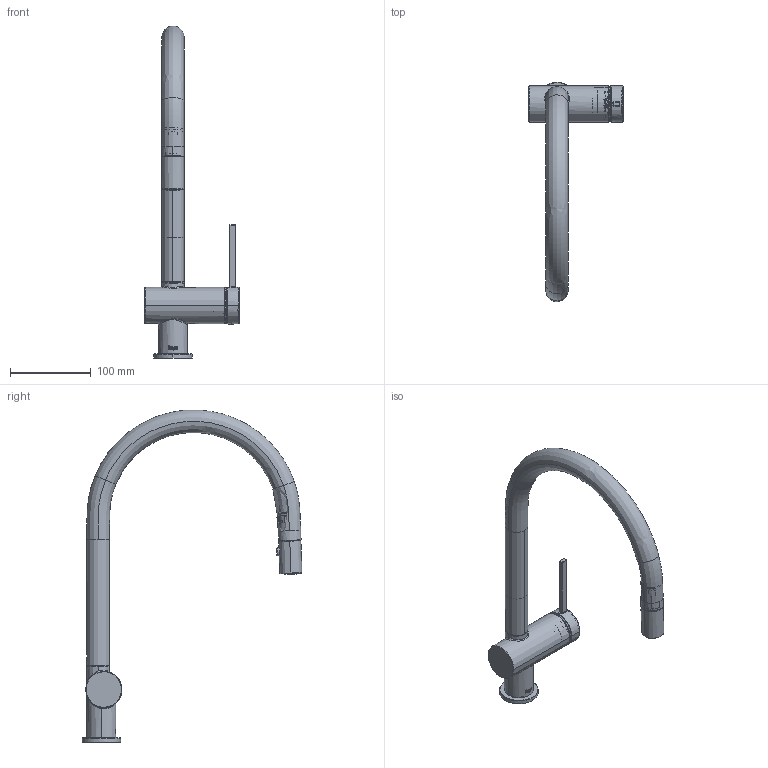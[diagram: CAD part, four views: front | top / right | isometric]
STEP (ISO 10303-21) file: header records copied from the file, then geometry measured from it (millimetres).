
FILE_DESCRIPTION(/* description */ (''),/* implementation_level */ '2;1');
FILE_NAME(/* name */ 'STEP - A5A811F..A_13722',/* time_stamp */ '2024-10-24T15:18:20+11:00',/* author */ (''),/* organization */ (''),/* preprocessor_version */ 'ST-DEVELOPER v16.5',/* originating_system */ 'Rhino 7.37',/* authorisation */ '');
FILE_SCHEMA (('CONFIG_CONTROL_DESIGN'));
Length unit declared in the file: millimetre
Products named in the file (25): Document; ACAD-0005A811F; A5438143_Predeterminado; OP24760002_Predeterminado; A5239031_Predeterminado; OP23750002007_Predeterminado; 253936_Predeterminado; A5511712_Predeterminado; 433519_433519 Montaje D18.8; A5231737_A5231738; A5426836_Predeterminado; 7015955_HOT 45��; Block 07; A5437827_Predeterminado; A5233910_A5233712 - Montaje _40.8; A5422175_Predeterminado; 533558_533558 - Montaje _22; A5259946_Predeterminado; A5615340_Predeterminado; A5226681_Predeterminado; A5437828_Predeterminado; A5253300_Predeterminado; A5441319_Predeterminado; A5437832_Predeterminado; OP22640004003_Predeterminado
Assembly tree (25 placements, depth 4):
  Document
    ACAD-0005A811F
      A5438143_Predeterminado
      OP24760002_Predeterminado
      A5239031_Predeterminado
      OP23750002007_Predeterminado
      253936_Predeterminado
      A5511712_Predeterminado
      433519_433519 Montaje D18.8  x2
      A5231737_A5231738
      A5426836_Predeterminado
      7015955_HOT 45��
        Block 07
      A5437827_Predeterminado
      A5233910_A5233712 - Montaje _40.8
      A5422175_Predeterminado
      533558_533558 - Montaje _22
      A5259946_Predeterminado
        A5615340_Predeterminado
        A5226681_Predeterminado
      A5437828_Predeterminado
      A5253300_Predeterminado
        A5441319_Predeterminado
        A5437832_Predeterminado
      OP22640004003_Predeterminado
Bounding box: 117.1 x 272.44 x 411.2 mm (x, y, z)
Volume: 234902.3 mm3; surface area: 221862.3 mm2
Topology: 21 solids, 23 shells, 3243 faces, 7933 edges, 4801 vertices
Faces by surface type: bspline 1438, cylinder 1066, plane 739
Entity records: 157555 total; most frequent: CARTESIAN_POINT 106538, ORIENTED_EDGE 15703, EDGE_CURVE 7866, VERTEX_POINT 4799, B_SPLINE_CURVE_WITH_KNOTS 4602, EDGE_LOOP 3434, ADVANCED_FACE 3239, FACE_OUTER_BOUND 3239
